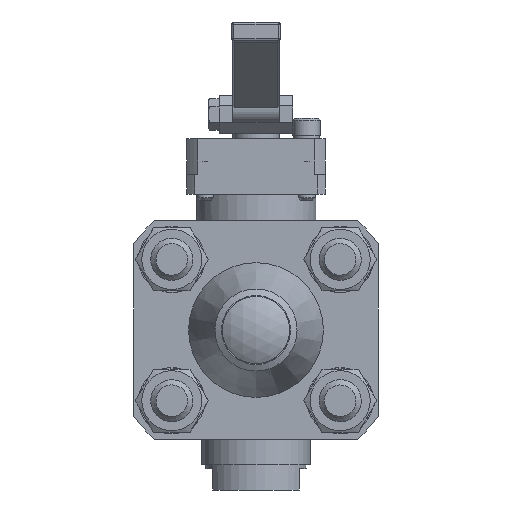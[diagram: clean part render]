
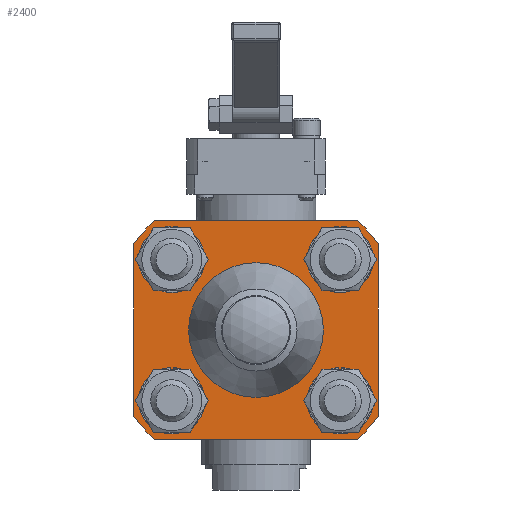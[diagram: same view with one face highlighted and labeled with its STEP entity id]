
A CAD part, left-side view. The second image highlights one B-rep face of the part: STEP entity #2400.
In plain terms, the highlighted face is planar.
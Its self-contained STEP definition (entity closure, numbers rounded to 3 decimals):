
#2400=ADVANCED_FACE('',(#6545,#6547,#6549,#6551,#6553,#6555),#6557,.T.);
#6545=FACE_BOUND('',#6546,.T.);
#6546=EDGE_LOOP('',(#9513,#9514,#9515,#9516,#9517,#9518,#9519,#9520));
#6547=FACE_BOUND('',#6548,.T.);
#6548=EDGE_LOOP('',(#9521,#9522,#9523,#9524));
#6549=FACE_BOUND('',#6550,.T.);
#6550=EDGE_LOOP('',(#9525,#9526,#9527,#9528));
#6551=FACE_BOUND('',#6552,.T.);
#6552=EDGE_LOOP('',(#9529));
#6553=FACE_BOUND('',#6554,.T.);
#6554=EDGE_LOOP('',(#9530,#9531,#9532,#9533));
#6555=FACE_BOUND('',#6556,.T.);
#6556=EDGE_LOOP('',(#9534,#9535,#9536,#9537));
#6557=PLANE('',#6558);
#6558=AXIS2_PLACEMENT_3D('',#6559,#6560,#6561);
#6559=CARTESIAN_POINT('',(-60.,0.,0.));
#6560=DIRECTION('',(-1.,0.,0.));
#6561=DIRECTION('',(0.,0.,1.));
#9513=ORIENTED_EDGE('',*,*,#10943,.T.);
#9514=ORIENTED_EDGE('',*,*,#10957,.F.);
#9515=ORIENTED_EDGE('',*,*,#10955,.T.);
#9516=ORIENTED_EDGE('',*,*,#10954,.F.);
#9517=ORIENTED_EDGE('',*,*,#10951,.T.);
#9518=ORIENTED_EDGE('',*,*,#10950,.F.);
#9519=ORIENTED_EDGE('',*,*,#10947,.T.);
#9520=ORIENTED_EDGE('',*,*,#10945,.F.);
#9521=ORIENTED_EDGE('',*,*,#11084,.F.);
#9522=ORIENTED_EDGE('',*,*,#11085,.F.);
#9523=ORIENTED_EDGE('',*,*,#10962,.T.);
#9524=ORIENTED_EDGE('',*,*,#11086,.F.);
#9525=ORIENTED_EDGE('',*,*,#11087,.F.);
#9526=ORIENTED_EDGE('',*,*,#11005,.F.);
#9527=ORIENTED_EDGE('',*,*,#10959,.T.);
#9528=ORIENTED_EDGE('',*,*,#11018,.F.);
#9529=ORIENTED_EDGE('',*,*,#11088,.T.);
#9530=ORIENTED_EDGE('',*,*,#11089,.F.);
#9531=ORIENTED_EDGE('',*,*,#10925,.F.);
#9532=ORIENTED_EDGE('',*,*,#10968,.T.);
#9533=ORIENTED_EDGE('',*,*,#10938,.F.);
#9534=ORIENTED_EDGE('',*,*,#11090,.F.);
#9535=ORIENTED_EDGE('',*,*,#11091,.F.);
#9536=ORIENTED_EDGE('',*,*,#10965,.T.);
#9537=ORIENTED_EDGE('',*,*,#11092,.F.);
#10925=EDGE_CURVE('',#12358,#12360,#12361,.F.);
#10938=EDGE_CURVE('',#12382,#12384,#12385,.F.);
#10943=EDGE_CURVE('',#12392,#12390,#12393,.T.);
#10945=EDGE_CURVE('',#12392,#12395,#12396,.T.);
#10947=EDGE_CURVE('',#12398,#12395,#12399,.T.);
#10950=EDGE_CURVE('',#12398,#12401,#12403,.T.);
#10951=EDGE_CURVE('',#12404,#12401,#12405,.T.);
#10954=EDGE_CURVE('',#12404,#12407,#12409,.T.);
#10955=EDGE_CURVE('',#12410,#12407,#12411,.T.);
#10957=EDGE_CURVE('',#12410,#12390,#12413,.T.);
#10959=EDGE_CURVE('',#12417,#12414,#12418,.T.);
#10962=EDGE_CURVE('',#12423,#12420,#12424,.T.);
#10965=EDGE_CURVE('',#12429,#12426,#12430,.T.);
#10968=EDGE_CURVE('',#12358,#12384,#12434,.T.);
#11005=EDGE_CURVE('',#12417,#12495,#12496,.F.);
#11018=EDGE_CURVE('',#12517,#12414,#12519,.F.);
#11084=EDGE_CURVE('',#12625,#12626,#12627,.T.);
#11085=EDGE_CURVE('',#12423,#12625,#12628,.F.);
#11086=EDGE_CURVE('',#12626,#12420,#12629,.F.);
#11087=EDGE_CURVE('',#12495,#12517,#12630,.T.);
#11088=EDGE_CURVE('',#12631,#12631,#12632,.T.);
#11089=EDGE_CURVE('',#12360,#12382,#12633,.T.);
#11090=EDGE_CURVE('',#12634,#12635,#12636,.T.);
#11091=EDGE_CURVE('',#12429,#12634,#12637,.F.);
#11092=EDGE_CURVE('',#12635,#12426,#12638,.F.);
#12358=VERTEX_POINT('',#17630);
#12360=VERTEX_POINT('',#17634);
#12361=LINE('',#17635,#17636);
#12382=VERTEX_POINT('',#17935);
#12384=VERTEX_POINT('',#17940);
#12385=LINE('',#17941,#17942);
#12390=VERTEX_POINT('',#17956);
#12392=VERTEX_POINT('',#17960);
#12393=LINE('',#17961,#17962);
#12395=VERTEX_POINT('',#17967);
#12396=CIRCLE('',#17968,71.);
#12398=VERTEX_POINT('',#17975);
#12399=LINE('',#17976,#17977);
#12401=VERTEX_POINT('',#17982);
#12403=CIRCLE('',#17986,71.);
#12404=VERTEX_POINT('',#17990);
#12405=LINE('',#17991,#17992);
#12407=VERTEX_POINT('',#17997);
#12409=CIRCLE('',#18001,71.);
#12410=VERTEX_POINT('',#18005);
#12411=LINE('',#18006,#18007);
#12413=CIRCLE('',#18012,71.);
#12414=VERTEX_POINT('',#18016);
#12417=VERTEX_POINT('',#18022);
#12418=CIRCLE('',#18023,11.);
#12420=VERTEX_POINT('',#18031);
#12423=VERTEX_POINT('',#18037);
#12424=CIRCLE('',#18038,11.);
#12426=VERTEX_POINT('',#18046);
#12429=VERTEX_POINT('',#18052);
#12430=CIRCLE('',#18053,11.);
#12434=CIRCLE('',#18066,11.);
#12495=VERTEX_POINT('',#18225);
#12496=LINE('',#18226,#18227);
#12517=VERTEX_POINT('',#18526);
#12519=LINE('',#18531,#18532);
#12625=VERTEX_POINT('',#19291);
#12626=VERTEX_POINT('',#19292);
#12627=CIRCLE('',#19293,15.75);
#12628=LINE('',#19297,#19298);
#12629=LINE('',#19300,#19301);
#12630=CIRCLE('',#19303,15.75);
#12631=VERTEX_POINT('',#19307);
#12632=CIRCLE('',#19308,32.025);
#12633=CIRCLE('',#19312,15.75);
#12634=VERTEX_POINT('',#19316);
#12635=VERTEX_POINT('',#19317);
#12636=CIRCLE('',#19318,15.75);
#12637=LINE('',#19322,#19323);
#12638=LINE('',#19325,#19326);
#17630=CARTESIAN_POINT('',(-60.,-37.797,44.35));
#17634=CARTESIAN_POINT('',(-60.,-37.797,49.169));
#17635=CARTESIAN_POINT('',(-60.,-37.797,49.169));
#17636=VECTOR('',#17637,1.);
#17637=DIRECTION('',(0.,0.,-1.));
#17935=CARTESIAN_POINT('',(-60.,-40.776,49.308));
#17940=CARTESIAN_POINT('',(-60.,-40.776,44.55));
#17941=CARTESIAN_POINT('',(-60.,-40.776,44.55));
#17942=VECTOR('',#17943,1.);
#17943=DIRECTION('',(0.,0.,1.));
#17956=CARTESIAN_POINT('',(-60.,-48.343,-52.));
#17960=CARTESIAN_POINT('',(-60.,48.343,-52.));
#17961=CARTESIAN_POINT('',(-60.,48.343,-52.));
#17962=VECTOR('',#17963,1.);
#17963=DIRECTION('',(0.,-1.,0.));
#17967=CARTESIAN_POINT('',(-60.,58.,-40.951));
#17968=AXIS2_PLACEMENT_3D('',#17969,#17970,#17971);
#17969=CARTESIAN_POINT('',(-60.,0.,0.));
#17970=DIRECTION('',(1.,0.,0.));
#17971=DIRECTION('',(0.,0.681,-0.732));
#17975=CARTESIAN_POINT('',(-60.,58.,40.951));
#17976=CARTESIAN_POINT('',(-60.,58.,40.951));
#17977=VECTOR('',#17978,1.);
#17978=DIRECTION('',(0.,0.,-1.));
#17982=CARTESIAN_POINT('',(-60.,48.343,52.));
#17986=AXIS2_PLACEMENT_3D('',#17987,#17988,#17989);
#17987=CARTESIAN_POINT('',(-60.,0.,0.));
#17988=DIRECTION('',(1.,0.,0.));
#17989=DIRECTION('',(0.,0.817,0.577));
#17990=CARTESIAN_POINT('',(-60.,-48.343,52.));
#17991=CARTESIAN_POINT('',(-60.,-48.343,52.));
#17992=VECTOR('',#17993,1.);
#17993=DIRECTION('',(0.,1.,0.));
#17997=CARTESIAN_POINT('',(-60.,-58.,40.951));
#18001=AXIS2_PLACEMENT_3D('',#18002,#18003,#18004);
#18002=CARTESIAN_POINT('',(-60.,0.,0.));
#18003=DIRECTION('',(1.,0.,0.));
#18004=DIRECTION('',(0.,-0.681,0.732));
#18005=CARTESIAN_POINT('',(-60.,-58.,-40.951));
#18006=CARTESIAN_POINT('',(-60.,-58.,-40.951));
#18007=VECTOR('',#18008,1.);
#18008=DIRECTION('',(0.,0.,1.));
#18012=AXIS2_PLACEMENT_3D('',#18013,#18014,#18015);
#18013=CARTESIAN_POINT('',(-60.,0.,0.));
#18014=DIRECTION('',(1.,0.,0.));
#18015=DIRECTION('',(0.,-0.817,-0.577));
#18016=CARTESIAN_POINT('',(-60.,39.253,44.55));
#18022=CARTESIAN_POINT('',(-60.,42.232,44.35));
#18023=AXIS2_PLACEMENT_3D('',#18024,#18025,#18026);
#18024=CARTESIAN_POINT('',(-60.,40.014,33.576));
#18025=DIRECTION('',(1.,0.,0.));
#18026=DIRECTION('',(0.,0.202,0.979));
#18031=CARTESIAN_POINT('',(-60.,39.253,-22.603));
#18037=CARTESIAN_POINT('',(-60.,42.232,-22.802));
#18038=AXIS2_PLACEMENT_3D('',#18039,#18040,#18041);
#18039=CARTESIAN_POINT('',(-60.,40.014,-33.576));
#18040=DIRECTION('',(1.,0.,0.));
#18041=DIRECTION('',(0.,0.202,0.979));
#18046=CARTESIAN_POINT('',(-60.,-40.776,-22.603));
#18052=CARTESIAN_POINT('',(-60.,-37.797,-22.802));
#18053=AXIS2_PLACEMENT_3D('',#18054,#18055,#18056);
#18054=CARTESIAN_POINT('',(-60.,-40.014,-33.576));
#18055=DIRECTION('',(1.,0.,0.));
#18056=DIRECTION('',(0.,0.202,0.979));
#18066=AXIS2_PLACEMENT_3D('',#18067,#18068,#18069);
#18067=CARTESIAN_POINT('',(-60.,-40.014,33.576));
#18068=DIRECTION('',(1.,0.,0.));
#18069=DIRECTION('',(0.,0.202,0.979));
#18225=CARTESIAN_POINT('',(-60.,42.232,49.169));
#18226=CARTESIAN_POINT('',(-60.,42.232,49.169));
#18227=VECTOR('',#18228,1.);
#18228=DIRECTION('',(0.,0.,-1.));
#18526=CARTESIAN_POINT('',(-60.,39.253,49.308));
#18531=CARTESIAN_POINT('',(-60.,39.253,44.55));
#18532=VECTOR('',#18533,1.);
#18533=DIRECTION('',(0.,0.,1.));
#19291=CARTESIAN_POINT('',(-60.,42.232,-17.983));
#19292=CARTESIAN_POINT('',(-60.,39.253,-17.845));
#19293=AXIS2_PLACEMENT_3D('',#19294,#19295,#19296);
#19294=CARTESIAN_POINT('',(-60.,40.014,-33.576));
#19295=DIRECTION('',(-1.,0.,0.));
#19296=DIRECTION('',(0.,0.141,0.99));
#19297=CARTESIAN_POINT('',(-60.,42.232,-17.983));
#19298=VECTOR('',#19299,1.);
#19299=DIRECTION('',(0.,0.,-1.));
#19300=CARTESIAN_POINT('',(-60.,39.253,-22.603));
#19301=VECTOR('',#19302,1.);
#19302=DIRECTION('',(0.,0.,1.));
#19303=AXIS2_PLACEMENT_3D('',#19304,#19305,#19306);
#19304=CARTESIAN_POINT('',(-60.,40.014,33.576));
#19305=DIRECTION('',(-1.,0.,0.));
#19306=DIRECTION('',(0.,0.141,0.99));
#19307=CARTESIAN_POINT('',(-60.,0.,32.025));
#19308=AXIS2_PLACEMENT_3D('',#19309,#19310,#19311);
#19309=CARTESIAN_POINT('',(-60.,0.,0.));
#19310=DIRECTION('',(1.,0.,0.));
#19311=DIRECTION('',(0.,0.,1.));
#19312=AXIS2_PLACEMENT_3D('',#19313,#19314,#19315);
#19313=CARTESIAN_POINT('',(-60.,-40.014,33.576));
#19314=DIRECTION('',(-1.,0.,0.));
#19315=DIRECTION('',(0.,0.141,0.99));
#19316=CARTESIAN_POINT('',(-60.,-37.797,-17.983));
#19317=CARTESIAN_POINT('',(-60.,-40.776,-17.845));
#19318=AXIS2_PLACEMENT_3D('',#19319,#19320,#19321);
#19319=CARTESIAN_POINT('',(-60.,-40.014,-33.576));
#19320=DIRECTION('',(-1.,0.,0.));
#19321=DIRECTION('',(0.,0.141,0.99));
#19322=CARTESIAN_POINT('',(-60.,-37.797,-17.983));
#19323=VECTOR('',#19324,1.);
#19324=DIRECTION('',(0.,0.,-1.));
#19325=CARTESIAN_POINT('',(-60.,-40.776,-22.603));
#19326=VECTOR('',#19327,1.);
#19327=DIRECTION('',(0.,0.,1.));
